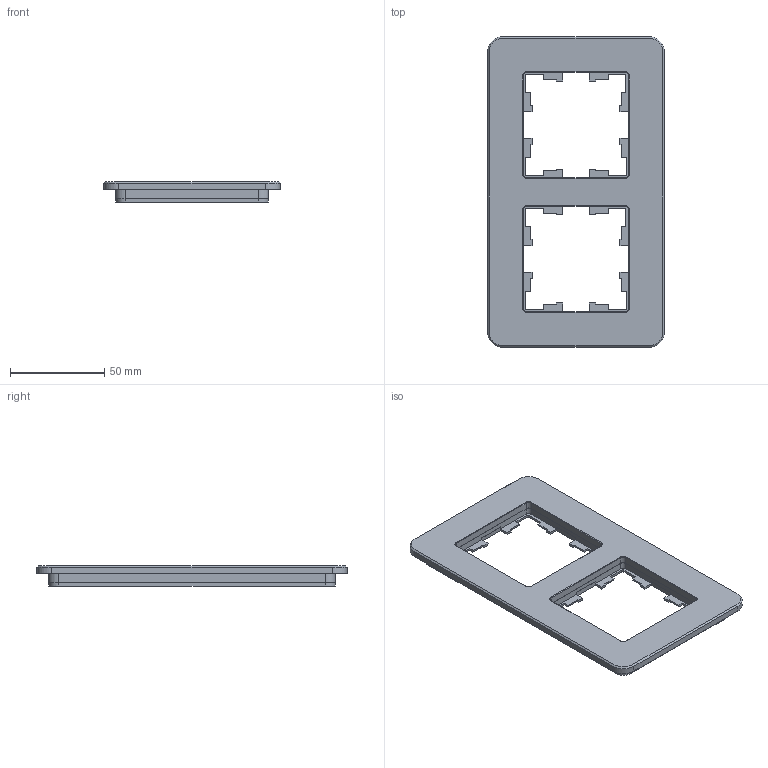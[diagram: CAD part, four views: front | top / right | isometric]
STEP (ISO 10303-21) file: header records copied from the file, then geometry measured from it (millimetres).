
FILE_DESCRIPTION (( 'STEP AP214' ), '1' );
FILE_NAME ('Ðàìêà 2-ìåñò. round.STEP', '2025-06-05T07:29:54', ( '' ), ( '' ), 'SwSTEP 2.0', 'SolidWorks 2022', '' );
FILE_SCHEMA (( 'AUTOMOTIVE_DESIGN' ));
Length unit declared in the file: millimetre
Products named in the file (1): Рамка 2-мест. round
Bounding box: 94 x 165.2 x 10.8 mm (x, y, z)
Volume: 69010 mm3; surface area: 29900.7 mm2
Topology: 1 solids, 1 shells, 287 faces, 816 edges, 536 vertices
Faces by surface type: plane 235, cylinder 36, cone 12, bspline 4
Entity records: 9188 total; most frequent: CARTESIAN_POINT 1836, ORIENTED_EDGE 1632, DIRECTION 1364, EDGE_CURVE 816, LINE 724, VECTOR 724, VERTEX_POINT 536, AXIS2_PLACEMENT_3D 320
